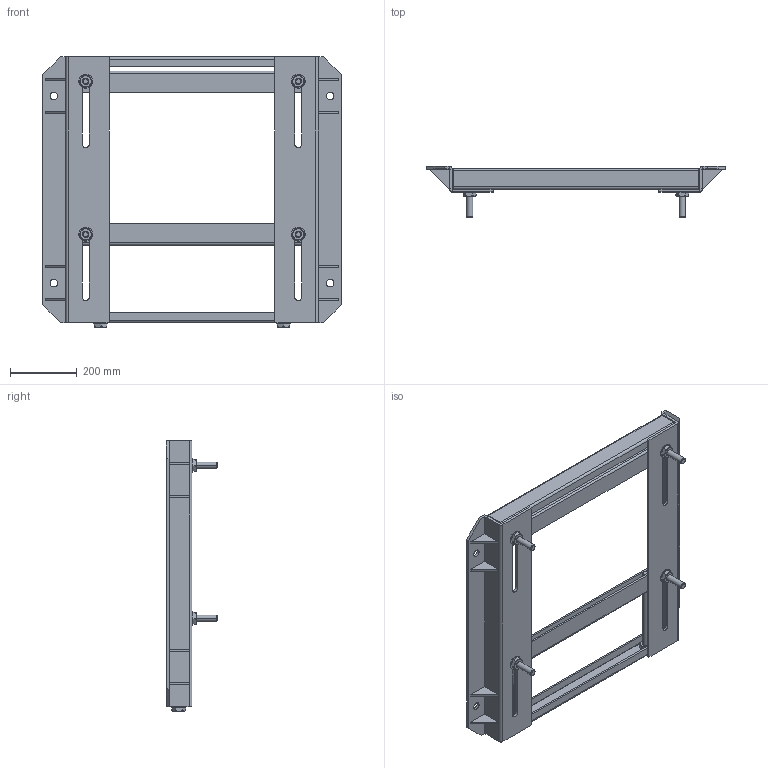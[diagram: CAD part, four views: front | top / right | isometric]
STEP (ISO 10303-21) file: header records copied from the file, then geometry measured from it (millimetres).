
FILE_DESCRIPTION (( 'STEP AP214' ), '1' );
FILE_NAME ('W449T.STEP', '2021-09-23T09:14:43', ( 'Micorosoft' ), ( 'Micorosoft' ), 'SwSTEP 2.0', 'SolidWorks 2016', '' );
FILE_SCHEMA (( 'AUTOMOTIVE_DESIGN' ));
Length unit declared in the file: millimetre
Products named in the file (11): 44707; dianp; m19; 44706; 44705; 4494; 4493; 4492; 4491; 44910; W449T
Assembly tree (33 placements, depth 2):
  W449T
    44910
    4491
    4492
    4493
    4494
    44705  x2
    44706  x4
    m19  x8
    dianp  x6
    44707  x8
Bounding box: 892.17 x 152.6 x 807.75 mm (x, y, z)
Volume: 5545548.9 mm3; surface area: 1711371.5 mm2
Topology: 34 solids, 34 shells, 460 faces, 1030 edges, 644 vertices
Faces by surface type: plane 284, cylinder 110, cone 66
Entity records: 7363 total; most frequent: CARTESIAN_POINT 1375, DIRECTION 1184, ORIENTED_EDGE 1048, EDGE_CURVE 524, AXIS2_PLACEMENT_3D 421, VECTOR 342, LINE 342, VERTEX_POINT 316
